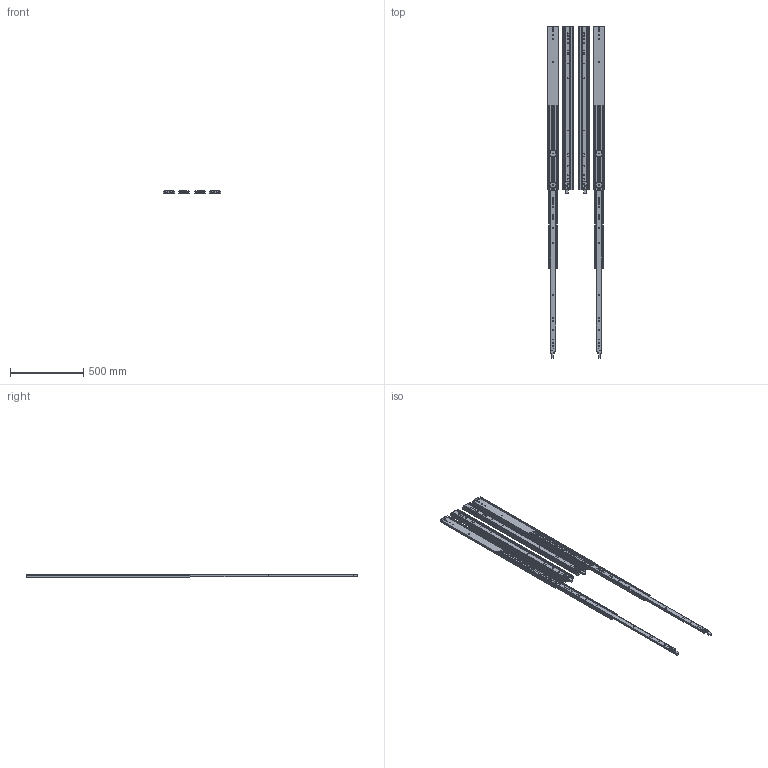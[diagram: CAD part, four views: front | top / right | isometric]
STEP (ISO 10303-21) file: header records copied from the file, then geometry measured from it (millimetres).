
FILE_DESCRIPTION (( 'STEP AP214' ), '1' );
FILE_NAME ('76J05-44.STEP', '2023-01-31T10:46:33', ( '' ), ( '' ), 'SwSTEP 2.0', 'SolidWorks 2021', '' );
FILE_SCHEMA (( 'AUTOMOTIVE_DESIGN' ));
Length unit declared in the file: millimetre
Products named in the file (15): 76J05-44; DEFAULT-3.igs; DEFAULT-5.igs; DEFAULT-0.igs; DEFAULT-1.igs; DEFAULT-2.igs; DEFAULT-4.igs; DEFAULT-10.igs; DEFAULT-9.igs; DEFAULT-7.igs; DEFAULT-11.igs; DEFAULT-8.igs; DEFAULT.igs; DEFAULT-6.igs; 76J05-44.igs
Assembly tree (23 placements, depth 5):
  76J05-44
    76J05-44.igs
      DEFAULT.igs
        DEFAULT-0.igs
        DEFAULT-1.igs
        DEFAULT-2.igs
          DEFAULT-3.igs
          DEFAULT-4.igs
      DEFAULT-5.igs
        DEFAULT-0.igs
        DEFAULT-1.igs
        DEFAULT-2.igs
          DEFAULT-3.igs
          DEFAULT-4.igs
      DEFAULT-6.igs
        DEFAULT-0.igs
        DEFAULT-1.igs
        DEFAULT-7.igs
          DEFAULT-8.igs
          DEFAULT-9.igs
      DEFAULT-10.igs
        DEFAULT-0.igs
        DEFAULT-1.igs
        DEFAULT-11.igs
          DEFAULT-8.igs
          DEFAULT-9.igs
Bounding box: 390.14 x 2266.6 x 19.3 mm (x, y, z)
Volume: 2783192.7 mm3; surface area: 2470587.9 mm2
Topology: 16 solids, 16 shells, 996 faces, 2956 edges, 1968 vertices
Faces by surface type: bspline 996
Entity records: 24605 total; most frequent: CARTESIAN_POINT 17632, ORIENTED_EDGE 2108, EDGE_CURVE 1054, B_SPLINE_CURVE_WITH_KNOTS 959, VERTEX_POINT 702, EDGE_LOOP 454, ADVANCED_FACE 358, FACE_OUTER_BOUND 358
